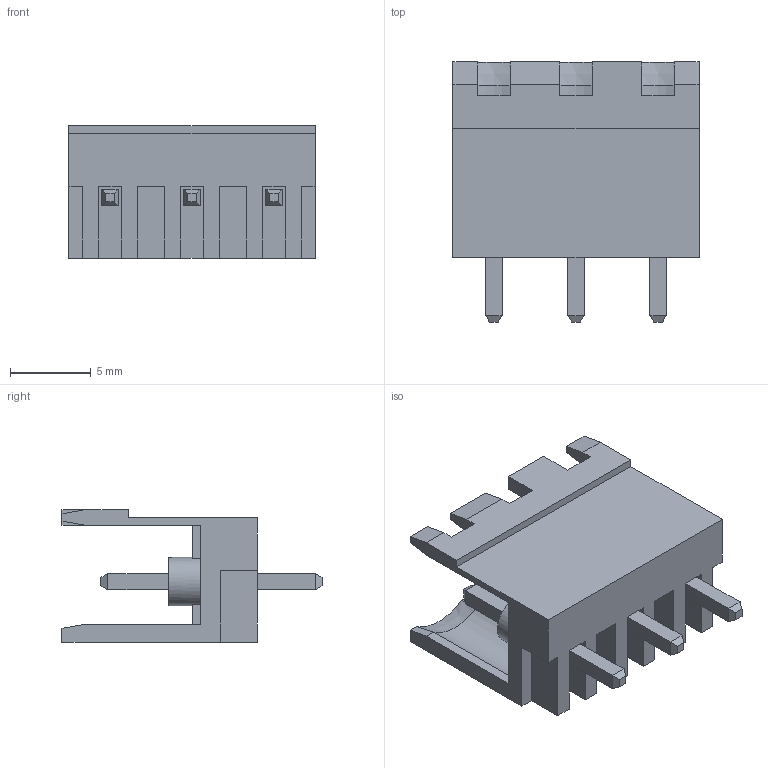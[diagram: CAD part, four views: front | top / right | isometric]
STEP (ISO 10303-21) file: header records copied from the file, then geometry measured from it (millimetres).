
FILE_DESCRIPTION (( 'STEP AP214' ), '1' );
FILE_NAME ('KLS2-EDV-5.08-03P-4.STEP', '2022-05-19T12:54:59', ( '砐錪賧瘔蠈錪 Windows' ), ( '' ), 'SwSTEP 2.0', 'SolidWorks 2018', '' );
FILE_SCHEMA (( 'AUTOMOTIVE_DESIGN' ));
Length unit declared in the file: millimetre
Products named in the file (1): KLS2-EDV-5.08-03P-4
Bounding box: 15.24 x 16.1 x 8.2 mm (x, y, z)
Volume: 573.1 mm3; surface area: 1235.7 mm2
Topology: 1 solids, 1 shells, 154 faces, 408 edges, 262 vertices
Faces by surface type: plane 142, cylinder 9, cone 3
Entity records: 5305 total; most frequent: CARTESIAN_POINT 843, ORIENTED_EDGE 816, DIRECTION 751, EDGE_CURVE 408, LINE 363, VECTOR 363, VERTEX_POINT 262, AXIS2_PLACEMENT_3D 194
